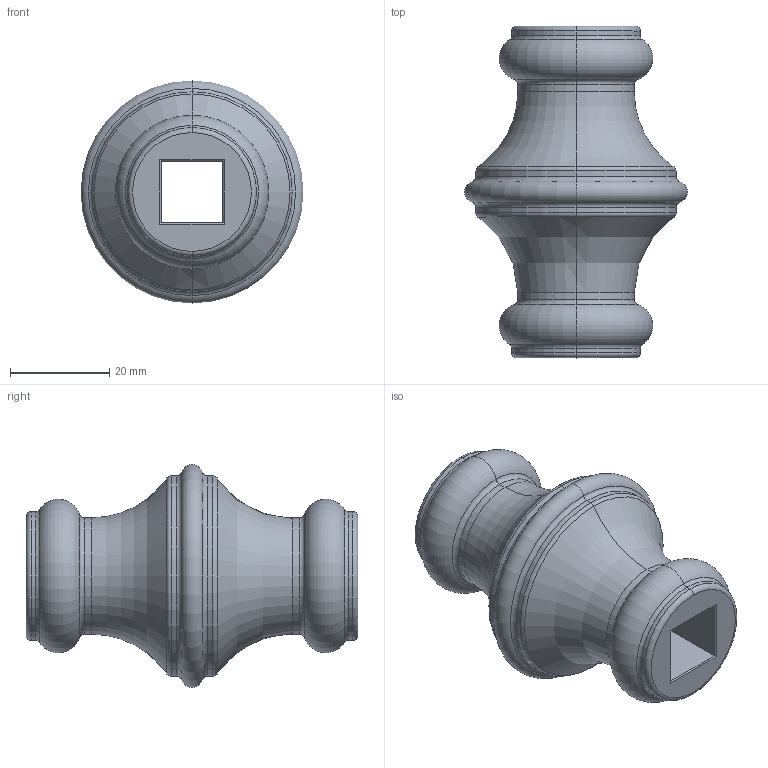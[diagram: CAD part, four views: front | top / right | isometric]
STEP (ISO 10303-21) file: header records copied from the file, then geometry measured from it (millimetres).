
FILE_DESCRIPTION (( 'STEP AP203' ), '1' );
FILE_NAME ('1343-5.step', '2015-09-17T14:42:12', ( '' ), ( '' ), 'SwSTEP 2.0', 'SolidWorks 2015', '' );
FILE_SCHEMA (( 'CONFIG_CONTROL_DESIGN' ));
Length unit declared in the file: millimetre
Products named in the file (1): 1343-5
Bounding box: 44.98 x 67 x 44.98 mm (x, y, z)
Volume: 39359.4 mm3; surface area: 11658.8 mm2
Topology: 1 solids, 1 shells, 56 faces, 114 edges, 60 vertices
Faces by surface type: torus 30, plane 14, cylinder 12
Entity records: 1529 total; most frequent: DIRECTION 302, CARTESIAN_POINT 231, ORIENTED_EDGE 228, AXIS2_PLACEMENT_3D 131, EDGE_CURVE 114, CIRCLE 74, VERTEX_POINT 60, EDGE_LOOP 58
